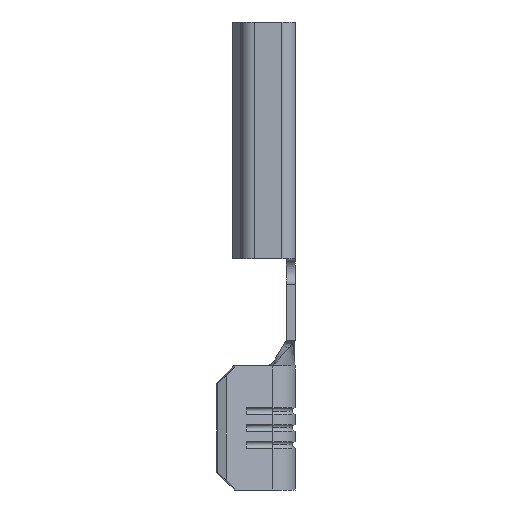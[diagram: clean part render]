
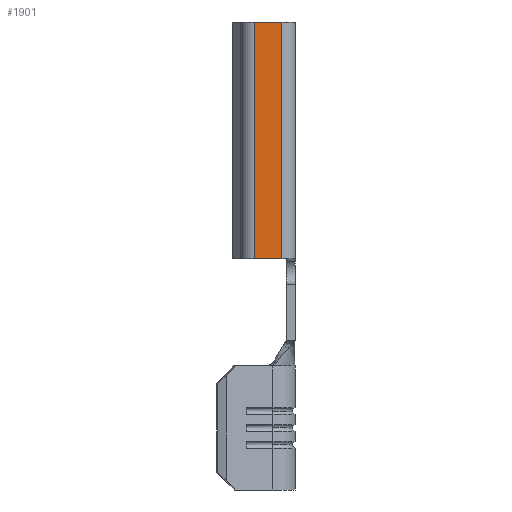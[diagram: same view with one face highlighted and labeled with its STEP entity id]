
A CAD part, left-side view. The second image highlights one B-rep face of the part: STEP entity #1901.
In plain terms, the highlighted planar face has unit normal (-1, 0, 0).
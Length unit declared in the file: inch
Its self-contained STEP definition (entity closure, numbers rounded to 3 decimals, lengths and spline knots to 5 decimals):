
#22 = DIRECTION ( 'NONE',  ( 0., -1., 0. ) ) ;
#60 = EDGE_CURVE ( 'NONE', #1207, #3123, #556, .T. ) ;
#102 = LINE ( 'NONE', #603, #852 ) ;
#114 = AXIS2_PLACEMENT_3D ( 'NONE', #829, #884, #869 ) ;
#120 = DIRECTION ( 'NONE',  ( 0., -1., 0. ) ) ;
#146 = DIRECTION ( 'NONE',  ( 0., 0., -1. ) ) ;
#177 = CARTESIAN_POINT ( 'NONE',  ( -0.146, 0.021, 0.83 ) ) ;
#400 = FACE_OUTER_BOUND ( 'NONE', #1140, .T. ) ;
#404 = PLANE ( 'NONE',  #114 ) ;
#556 = LINE ( 'NONE', #2327, #561 ) ;
#561 = VECTOR ( 'NONE', #146, 39.37008 ) ;
#603 = CARTESIAN_POINT ( 'NONE',  ( -0.146, 0.021, 0.83 ) ) ;
#626 = CARTESIAN_POINT ( 'NONE',  ( -0.146, -0.028, 0.83 ) ) ;
#829 = CARTESIAN_POINT ( 'NONE',  ( -0.146, 0.021, 0.83 ) ) ;
#852 = VECTOR ( 'NONE', #3843, 39.37008 ) ;
#869 = DIRECTION ( 'NONE',  ( 0., 1., 0. ) ) ;
#884 = DIRECTION ( 'NONE',  ( 1., 0., 0. ) ) ;
#961 = VECTOR ( 'NONE', #120, 39.37008 ) ;
#1001 = VERTEX_POINT ( 'NONE', #3512 ) ;
#1140 = EDGE_LOOP ( 'NONE', ( #3528, #4421, #3469, #3426 ) ) ;
#1207 = VERTEX_POINT ( 'NONE', #626 ) ;
#1598 = EDGE_CURVE ( 'NONE', #3839, #1207, #2866, .T. ) ;
#1694 = VECTOR ( 'NONE', #22, 39.37008 ) ;
#1901 = ADVANCED_FACE ( 'NONE', ( #400 ), #404, .F. ) ;
#2327 = CARTESIAN_POINT ( 'NONE',  ( -0.146, -0.028, 0.83 ) ) ;
#2831 = EDGE_CURVE ( 'NONE', #3839, #1001, #102, .T. ) ;
#2866 = LINE ( 'NONE', #4313, #1694 ) ;
#2890 = LINE ( 'NONE', #4407, #961 ) ;
#3123 = VERTEX_POINT ( 'NONE', #4007 ) ;
#3426 = ORIENTED_EDGE ( 'NONE', *, *, #2831, .T. ) ;
#3469 = ORIENTED_EDGE ( 'NONE', *, *, #1598, .F. ) ;
#3512 = CARTESIAN_POINT ( 'NONE',  ( -0.146, 0.021, 0.41 ) ) ;
#3528 = ORIENTED_EDGE ( 'NONE', *, *, #4214, .T. ) ;
#3839 = VERTEX_POINT ( 'NONE', #177 ) ;
#3843 = DIRECTION ( 'NONE',  ( 0., 0., -1. ) ) ;
#4007 = CARTESIAN_POINT ( 'NONE',  ( -0.146, -0.028, 0.41 ) ) ;
#4214 = EDGE_CURVE ( 'NONE', #1001, #3123, #2890, .T. ) ;
#4313 = CARTESIAN_POINT ( 'NONE',  ( -0.146, 0.021, 0.83 ) ) ;
#4407 = CARTESIAN_POINT ( 'NONE',  ( -0.146, 0.021, 0.41 ) ) ;
#4421 = ORIENTED_EDGE ( 'NONE', *, *, #60, .F. ) ;
